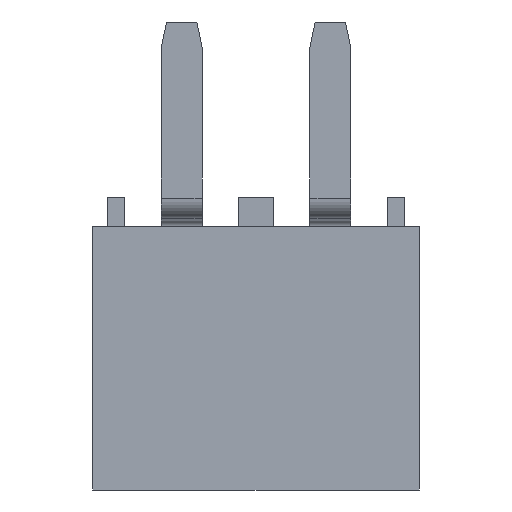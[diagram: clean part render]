
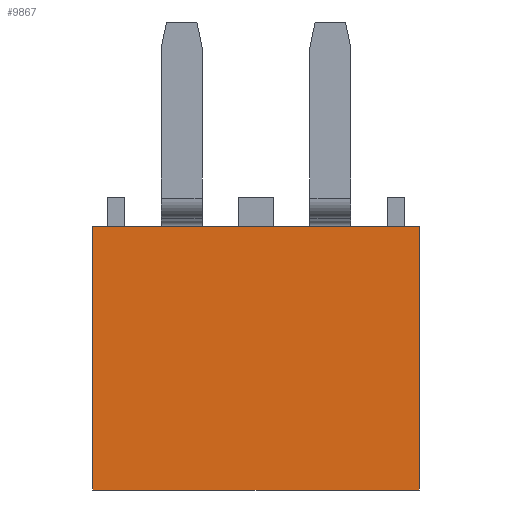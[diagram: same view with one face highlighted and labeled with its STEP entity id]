
A CAD part, front view. The second image highlights one B-rep face of the part: STEP entity #9867.
In plain terms, the highlighted planar face has unit normal (0, -1, 0).
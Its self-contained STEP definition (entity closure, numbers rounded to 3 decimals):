
#16=DIRECTION('',(-1.,0.,0.));
#17=VECTOR('',#16,5.58);
#18=CARTESIAN_POINT('',(10.41,-2.54,2.25));
#19=LINE('',#18,#17);
#213=DIRECTION('',(0.,0.,1.));
#214=VECTOR('',#213,4.5);
#215=CARTESIAN_POINT('',(4.83,-2.54,-2.25));
#216=LINE('',#215,#214);
#220=DIRECTION('',(0.,0.,-1.));
#221=VECTOR('',#220,4.5);
#222=CARTESIAN_POINT('',(10.41,-2.54,2.25));
#223=LINE('',#222,#221);
#241=DIRECTION('',(1.,0.,0.));
#242=VECTOR('',#241,5.58);
#243=CARTESIAN_POINT('',(4.83,-2.54,-2.25));
#244=LINE('',#243,#242);
#8238=CARTESIAN_POINT('',(10.41,-2.54,2.25));
#8240=VERTEX_POINT('',#8238);
#8243=CARTESIAN_POINT('',(10.41,-2.54,-2.25));
#8244=VERTEX_POINT('',#8243);
#8245=CARTESIAN_POINT('',(4.83,-2.54,2.25));
#8246=VERTEX_POINT('',#8245);
#8385=CARTESIAN_POINT('',(4.83,-2.54,-2.25));
#8386=VERTEX_POINT('',#8385);
#9854=CARTESIAN_POINT('',(9.015,-2.54,0.));
#9855=DIRECTION('',(0.,1.,0.));
#9856=DIRECTION('',(0.,0.,-1.));
#9857=AXIS2_PLACEMENT_3D('',#9854,#9855,#9856);
#9858=PLANE('',#9857);
#9860=ORIENTED_EDGE('',*,*,#9859,.F.);
#9862=ORIENTED_EDGE('',*,*,#9861,.T.);
#9863=ORIENTED_EDGE('',*,*,#9682,.F.);
#9864=ORIENTED_EDGE('',*,*,#9660,.T.);
#9865=EDGE_LOOP('',(#9860,#9862,#9863,#9864));
#9866=FACE_OUTER_BOUND('',#9865,.F.);
#9660=EDGE_CURVE('',#8240,#8244,#223,.T.);
#9682=EDGE_CURVE('',#8240,#8246,#19,.T.);
#9859=EDGE_CURVE('',#8386,#8244,#244,.T.);
#9861=EDGE_CURVE('',#8386,#8246,#216,.T.);
#9867=ADVANCED_FACE('',(#9866),#9858,.F.);
